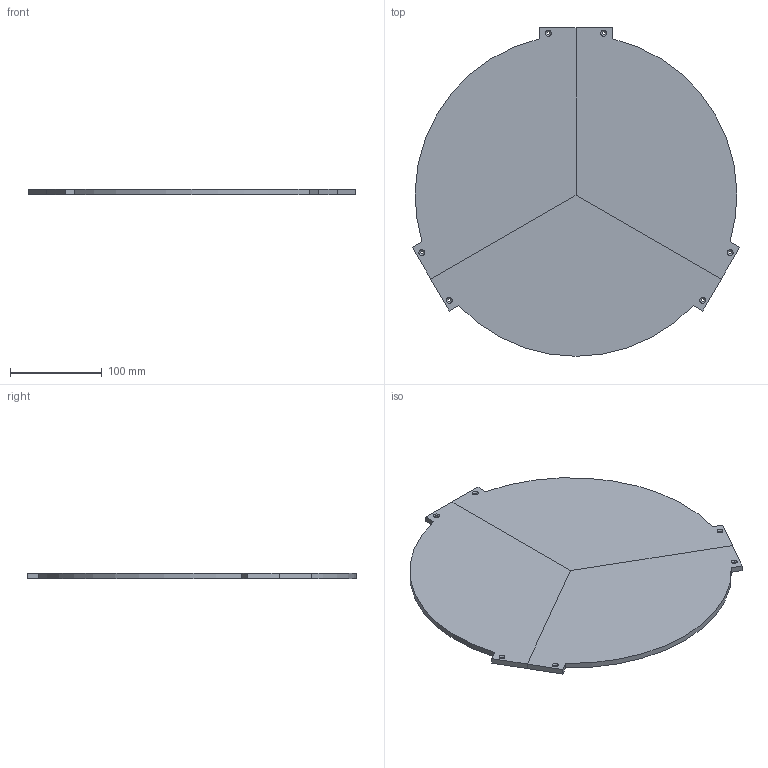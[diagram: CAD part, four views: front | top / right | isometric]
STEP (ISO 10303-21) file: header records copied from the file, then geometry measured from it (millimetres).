
FILE_DESCRIPTION(('FreeCAD Model'),'2;1');
FILE_NAME('Open CASCADE Shape Model','2022-03-02T11:35:45',(''),(''), 'Open CASCADE STEP processor 7.6','FreeCAD','Unknown');
FILE_SCHEMA(('AUTOMOTIVE_DESIGN { 1 0 10303 214 1 1 1 1 }'));
Length unit declared in the file: millimetre
Products named in the file (1): Bed
Bounding box: 355.87 x 357.37 x 6 mm (x, y, z)
Volume: 589668.1 mm3; surface area: 203949.4 mm2
Topology: 1 solids, 1 shells, 33 faces, 81 edges, 50 vertices
Faces by surface type: plane 18, cylinder 9, cone 6
Full cylindrical faces by diameter (mm): 3.4 x6
Entity records: 2062 total; most frequent: DIRECTION 335, CARTESIAN_POINT 327, LINE 201, VECTOR 201, ORIENTED_EDGE 162, PCURVE 162, DEFINITIONAL_REPRESENTATION 162, EDGE_CURVE 81
